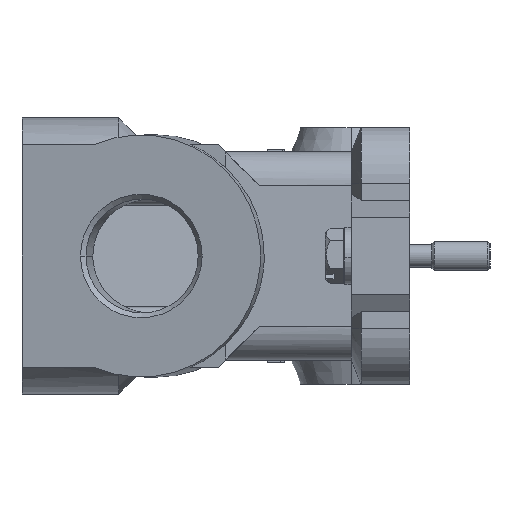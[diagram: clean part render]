
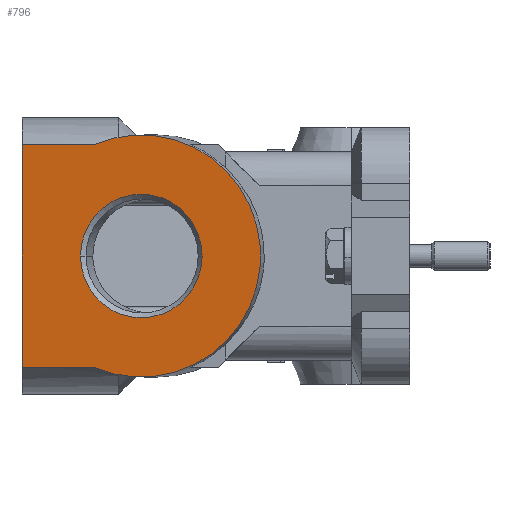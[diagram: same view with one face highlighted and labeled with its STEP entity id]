
A CAD part, left-side view. The second image highlights one B-rep face of the part: STEP entity #796.
In plain terms, the highlighted planar face has unit normal (-0.985, 0.174, 0).
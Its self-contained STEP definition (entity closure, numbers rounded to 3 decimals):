
#796=ADVANCED_FACE('NONE',(#1480,#1481),#1089,.F.);
#1089=PLANE('',#7285);
#1480=FACE_BOUND('',#1769,.T.);
#1481=FACE_BOUND('',#1770,.T.);
#1769=EDGE_LOOP('',(#3436,#3437,#3438,#3439));
#1770=EDGE_LOOP('',(#3440,#3441));
#2030=CIRCLE('',#7022,12.75);
#2042=CIRCLE('',#7067,25.);
#2135=CIRCLE('',#7284,12.75);
#3436=ORIENTED_EDGE('',*,*,#5159,.T.);
#3437=ORIENTED_EDGE('',*,*,#5201,.F.);
#3438=ORIENTED_EDGE('',*,*,#5154,.F.);
#3439=ORIENTED_EDGE('',*,*,#5136,.F.);
#3440=ORIENTED_EDGE('',*,*,#5540,.T.);
#3441=ORIENTED_EDGE('',*,*,#5095,.T.);
#4382=VERTEX_POINT('',#10216);
#4384=VERTEX_POINT('',#10220);
#4415=VERTEX_POINT('',#10342);
#4416=VERTEX_POINT('',#10343);
#4426=VERTEX_POINT('',#10383);
#4428=VERTEX_POINT('',#10390);
#5095=EDGE_CURVE('NONE',#4382,#4384,#2030,.T.);
#5136=EDGE_CURVE('NONE',#4415,#4416,#5923,.T.);
#5154=EDGE_CURVE('NONE',#4416,#4426,#5937,.T.);
#5159=EDGE_CURVE('NONE',#4415,#4428,#5942,.T.);
#5201=EDGE_CURVE('NONE',#4426,#4428,#2042,.T.);
#5540=EDGE_CURVE('NONE',#4384,#4382,#2135,.T.);
#5923=LINE('',#10341,#6447);
#5937=LINE('',#10382,#6461);
#5942=LINE('',#10391,#6466);
#6447=VECTOR('',#7990,1.);
#6461=VECTOR('',#8020,1.);
#6466=VECTOR('',#8027,1.);
#7022=AXIS2_PLACEMENT_3D('',#10221,#7922,#7923);
#7067=AXIS2_PLACEMENT_3D('',#10597,#8082,#8083);
#7284=AXIS2_PLACEMENT_3D('',#11426,#8737,#8738);
#7285=AXIS2_PLACEMENT_3D('',#11427,#8739,#8740);
#7922=DIRECTION('',(0.985,-0.174,0.));
#7923=DIRECTION('',(0.174,0.985,0.));
#7990=DIRECTION('',(0.,0.,1.));
#8020=DIRECTION('',(-0.174,-0.985,0.));
#8027=DIRECTION('',(-0.174,-0.985,0.));
#8082=DIRECTION('',(0.985,-0.174,0.));
#8083=DIRECTION('',(0.174,0.985,0.));
#8737=DIRECTION('',(0.985,-0.174,0.));
#8738=DIRECTION('',(0.174,0.985,0.));
#8739=DIRECTION('',(0.985,-0.174,0.));
#8740=DIRECTION('',(0.174,0.985,0.));
#10216=CARTESIAN_POINT('',(-57.768,67.936,0.));
#10220=CARTESIAN_POINT('',(-62.196,42.824,0.));
#10221=CARTESIAN_POINT('',(-59.982,55.38,0.));
#10341=CARTESIAN_POINT('',(-55.641,80.,0.));
#10342=CARTESIAN_POINT('',(-55.641,80.,-23.));
#10343=CARTESIAN_POINT('',(-55.641,80.,23.));
#10382=CARTESIAN_POINT('',(-59.982,55.38,23.));
#10383=CARTESIAN_POINT('',(-58.28,65.029,23.));
#10390=CARTESIAN_POINT('',(-58.28,65.029,-23.));
#10391=CARTESIAN_POINT('',(-55.641,80.,-23.));
#10597=CARTESIAN_POINT('',(-59.982,55.38,0.));
#11426=CARTESIAN_POINT('',(-59.982,55.38,0.));
#11427=CARTESIAN_POINT('',(-59.982,55.38,0.));
